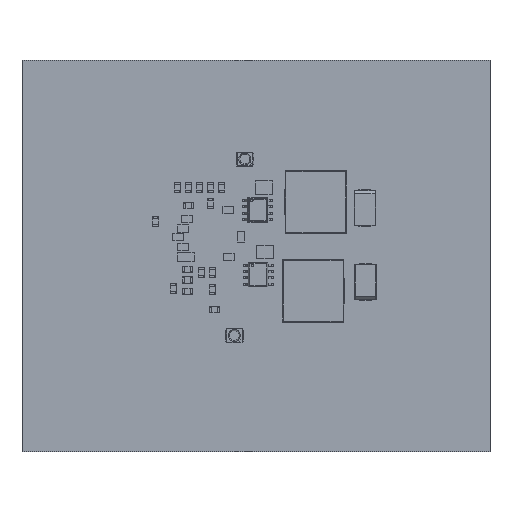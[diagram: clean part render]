
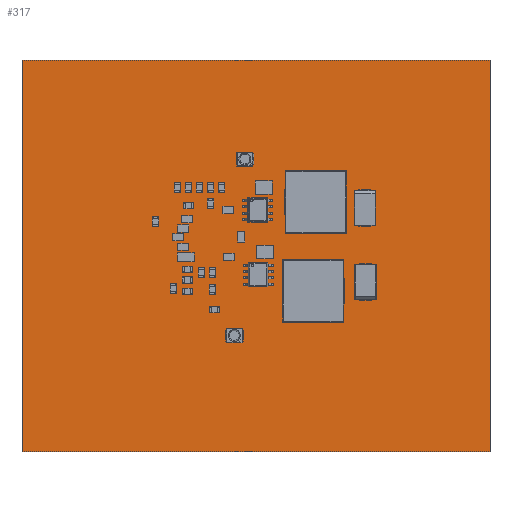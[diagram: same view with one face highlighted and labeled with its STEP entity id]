
A CAD part, top view. The second image highlights one B-rep face of the part: STEP entity #317.
In plain terms, the highlighted planar face has unit normal (0, 0, 1).
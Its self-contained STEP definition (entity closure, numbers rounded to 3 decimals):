
#188 = VERTEX_POINT('',#189);
#189 = CARTESIAN_POINT('',(-0.508,-0.508,0.624));
#195 = EDGE_CURVE('',#188,#196,#198,.T.);
#196 = VERTEX_POINT('',#197);
#197 = CARTESIAN_POINT('',(93.272,-0.508,0.624));
#198 = LINE('',#199,#200);
#199 = CARTESIAN_POINT('',(-0.508,-0.508,0.624));
#200 = VECTOR('',#201,1.);
#201 = DIRECTION('',(1.,0.,0.));
#226 = EDGE_CURVE('',#196,#227,#229,.T.);
#227 = VERTEX_POINT('',#228);
#228 = CARTESIAN_POINT('',(93.272,77.978,0.624));
#229 = LINE('',#230,#231);
#230 = CARTESIAN_POINT('',(93.272,-0.508,0.624));
#231 = VECTOR('',#232,1.);
#232 = DIRECTION('',(0.,1.,0.));
#257 = EDGE_CURVE('',#227,#258,#260,.T.);
#258 = VERTEX_POINT('',#259);
#259 = CARTESIAN_POINT('',(-0.508,77.978,0.624));
#260 = LINE('',#261,#262);
#261 = CARTESIAN_POINT('',(93.272,77.978,0.624));
#262 = VECTOR('',#263,1.);
#263 = DIRECTION('',(-1.,0.,0.));
#288 = EDGE_CURVE('',#258,#188,#289,.T.);
#289 = LINE('',#290,#291);
#290 = CARTESIAN_POINT('',(-0.508,77.978,0.624));
#291 = VECTOR('',#292,1.);
#292 = DIRECTION('',(0.,-1.,0.));
#317 = ADVANCED_FACE('',(#318),#324,.F.);
#318 = FACE_BOUND('',#319,.T.);
#319 = EDGE_LOOP('',(#320,#321,#322,#323));
#320 = ORIENTED_EDGE('',*,*,#195,.T.);
#321 = ORIENTED_EDGE('',*,*,#226,.T.);
#322 = ORIENTED_EDGE('',*,*,#257,.T.);
#323 = ORIENTED_EDGE('',*,*,#288,.T.);
#324 = PLANE('',#325);
#325 = AXIS2_PLACEMENT_3D('',#326,#327,#328);
#326 = CARTESIAN_POINT('',(-0.508,-0.508,0.624));
#327 = DIRECTION('',(0.,0.,-1.));
#328 = DIRECTION('',(-1.,0.,0.));
